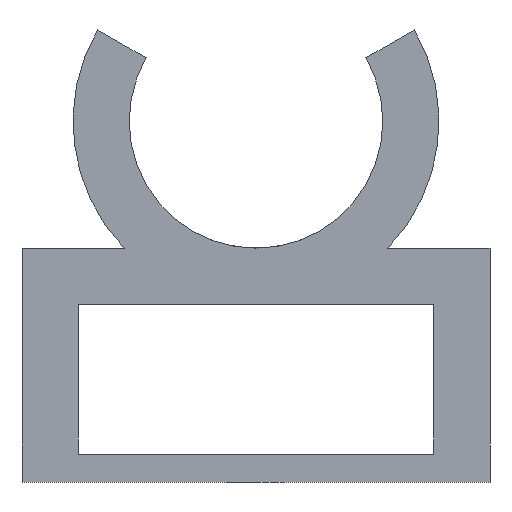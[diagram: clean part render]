
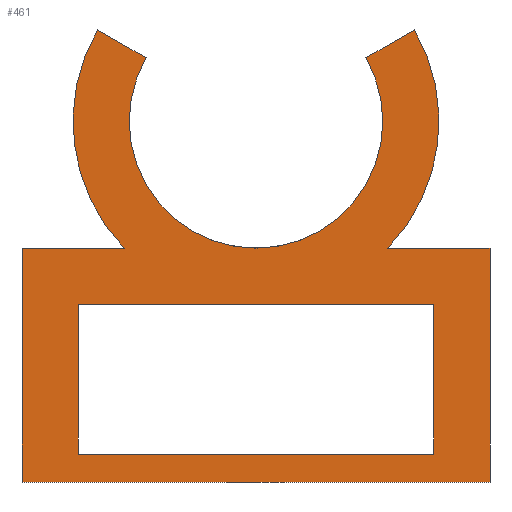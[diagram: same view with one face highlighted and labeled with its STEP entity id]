
A CAD part, front view. The second image highlights one B-rep face of the part: STEP entity #461.
In plain terms, the highlighted planar face has unit normal (0, -1, 0).
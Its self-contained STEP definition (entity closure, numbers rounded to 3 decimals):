
#20=FACE_BOUND('',#95,.T.);
#43=PLANE('',#512);
#66=FACE_OUTER_BOUND('',#94,.T.);
#94=EDGE_LOOP('',(#421,#422,#423,#424,#425,#426,#427,#428,#429,#430));
#95=EDGE_LOOP('',(#431,#432,#433,#434));
#111=LINE('',#688,#160);
#115=LINE('',#695,#164);
#118=LINE('',#701,#167);
#121=LINE('',#709,#170);
#125=LINE('',#716,#174);
#128=LINE('',#722,#177);
#130=LINE('',#725,#179);
#133=LINE('',#733,#182);
#136=LINE('',#737,#185);
#139=LINE('',#752,#188);
#142=LINE('',#758,#191);
#160=VECTOR('',#562,10.);
#164=VECTOR('',#568,10.);
#167=VECTOR('',#573,10.);
#170=VECTOR('',#578,10.);
#174=VECTOR('',#584,10.);
#177=VECTOR('',#589,10.);
#179=VECTOR('',#593,10.);
#182=VECTOR('',#598,10.);
#185=VECTOR('',#603,10.);
#188=VECTOR('',#620,10.);
#191=VECTOR('',#625,10.);
#199=CIRCLE('',#502,19.55);
#200=CIRCLE('',#504,19.55);
#203=CIRCLE('',#511,13.55);
#220=VERTEX_POINT('',#685);
#221=VERTEX_POINT('',#687);
#223=VERTEX_POINT('',#693);
#225=VERTEX_POINT('',#699);
#228=VERTEX_POINT('',#706);
#229=VERTEX_POINT('',#708);
#231=VERTEX_POINT('',#714);
#233=VERTEX_POINT('',#720);
#236=VERTEX_POINT('',#730);
#237=VERTEX_POINT('',#732);
#239=VERTEX_POINT('',#741);
#240=VERTEX_POINT('',#745);
#242=VERTEX_POINT('',#751);
#244=VERTEX_POINT('',#757);
#269=EDGE_CURVE('',#220,#221,#111,.T.);
#273=EDGE_CURVE('',#223,#220,#115,.T.);
#276=EDGE_CURVE('',#225,#223,#118,.T.);
#279=EDGE_CURVE('',#229,#228,#121,.T.);
#283=EDGE_CURVE('',#228,#231,#125,.T.);
#286=EDGE_CURVE('',#231,#233,#128,.T.);
#288=EDGE_CURVE('',#233,#229,#130,.T.);
#291=EDGE_CURVE('',#236,#237,#133,.T.);
#294=EDGE_CURVE('',#221,#236,#136,.T.);
#297=EDGE_CURVE('',#239,#225,#199,.T.);
#298=EDGE_CURVE('',#237,#240,#200,.T.);
#301=EDGE_CURVE('',#242,#240,#139,.T.);
#304=EDGE_CURVE('',#239,#244,#142,.T.);
#308=EDGE_CURVE('',#242,#244,#203,.T.);
#421=ORIENTED_EDGE('',*,*,#291,.F.);
#422=ORIENTED_EDGE('',*,*,#294,.F.);
#423=ORIENTED_EDGE('',*,*,#269,.F.);
#424=ORIENTED_EDGE('',*,*,#273,.F.);
#425=ORIENTED_EDGE('',*,*,#276,.F.);
#426=ORIENTED_EDGE('',*,*,#297,.F.);
#427=ORIENTED_EDGE('',*,*,#304,.T.);
#428=ORIENTED_EDGE('',*,*,#308,.F.);
#429=ORIENTED_EDGE('',*,*,#301,.T.);
#430=ORIENTED_EDGE('',*,*,#298,.F.);
#431=ORIENTED_EDGE('',*,*,#279,.T.);
#432=ORIENTED_EDGE('',*,*,#283,.T.);
#433=ORIENTED_EDGE('',*,*,#286,.T.);
#434=ORIENTED_EDGE('',*,*,#288,.T.);
#461=ADVANCED_FACE('',(#66,#20),#43,.F.);
#502=AXIS2_PLACEMENT_3D('',#743,#609,#610);
#504=AXIS2_PLACEMENT_3D('',#746,#613,#614);
#511=AXIS2_PLACEMENT_3D('',#765,#634,#635);
#512=AXIS2_PLACEMENT_3D('',#766,#636,#637);
#562=DIRECTION('',(-1.,0.,0.));
#568=DIRECTION('',(0.,0.,-1.));
#573=DIRECTION('',(1.,0.,0.));
#578=DIRECTION('',(1.,0.,0.));
#584=DIRECTION('',(0.,0.,-1.));
#589=DIRECTION('',(-1.,0.,0.));
#593=DIRECTION('',(0.,0.,1.));
#598=DIRECTION('',(1.,0.,0.));
#603=DIRECTION('',(0.,0.,1.));
#609=DIRECTION('center_axis',(0.,1.,0.));
#610=DIRECTION('ref_axis',(1.,0.,0.));
#613=DIRECTION('center_axis',(0.,1.,0.));
#614=DIRECTION('ref_axis',(1.,0.,0.));
#620=DIRECTION('',(-0.866,0.,0.5));
#625=DIRECTION('',(-0.866,0.,-0.5));
#634=DIRECTION('center_axis',(0.,-1.,0.));
#635=DIRECTION('ref_axis',(1.,0.,0.));
#636=DIRECTION('center_axis',(0.,1.,0.));
#637=DIRECTION('ref_axis',(1.,0.,0.));
#685=CARTESIAN_POINT('',(25.,0.,-38.55));
#687=CARTESIAN_POINT('',(-25.,0.,-38.55));
#688=CARTESIAN_POINT('',(25.,0.,-38.55));
#693=CARTESIAN_POINT('',(25.,0.,-13.55));
#695=CARTESIAN_POINT('',(25.,0.,-13.55));
#699=CARTESIAN_POINT('',(14.093,0.,-13.55));
#701=CARTESIAN_POINT('',(-25.,0.,-13.55));
#706=CARTESIAN_POINT('',(19.,0.,-19.55));
#708=CARTESIAN_POINT('',(-19.,0.,-19.55));
#709=CARTESIAN_POINT('',(-19.,0.,-19.55));
#714=CARTESIAN_POINT('',(19.,0.,-35.55));
#716=CARTESIAN_POINT('',(19.,0.,-19.55));
#720=CARTESIAN_POINT('',(-19.,0.,-35.55));
#722=CARTESIAN_POINT('',(19.,0.,-35.55));
#725=CARTESIAN_POINT('',(-19.,0.,-35.55));
#730=CARTESIAN_POINT('',(-25.,0.,-13.55));
#732=CARTESIAN_POINT('',(-14.093,0.,-13.55));
#733=CARTESIAN_POINT('',(-25.,0.,-13.55));
#737=CARTESIAN_POINT('',(-25.,0.,-38.55));
#741=CARTESIAN_POINT('',(16.931,0.,9.775));
#743=CARTESIAN_POINT('Origin',(0.,0.,0.));
#745=CARTESIAN_POINT('',(-16.931,0.,9.775));
#746=CARTESIAN_POINT('Origin',(0.,0.,0.));
#751=CARTESIAN_POINT('',(-11.735,0.,6.775));
#752=CARTESIAN_POINT('',(-8.465,0.,4.888));
#757=CARTESIAN_POINT('',(11.735,0.,6.775));
#758=CARTESIAN_POINT('',(5.867,0.,3.388));
#765=CARTESIAN_POINT('Origin',(0.,0.,0.));
#766=CARTESIAN_POINT('Origin',(0.,0.,0.));
